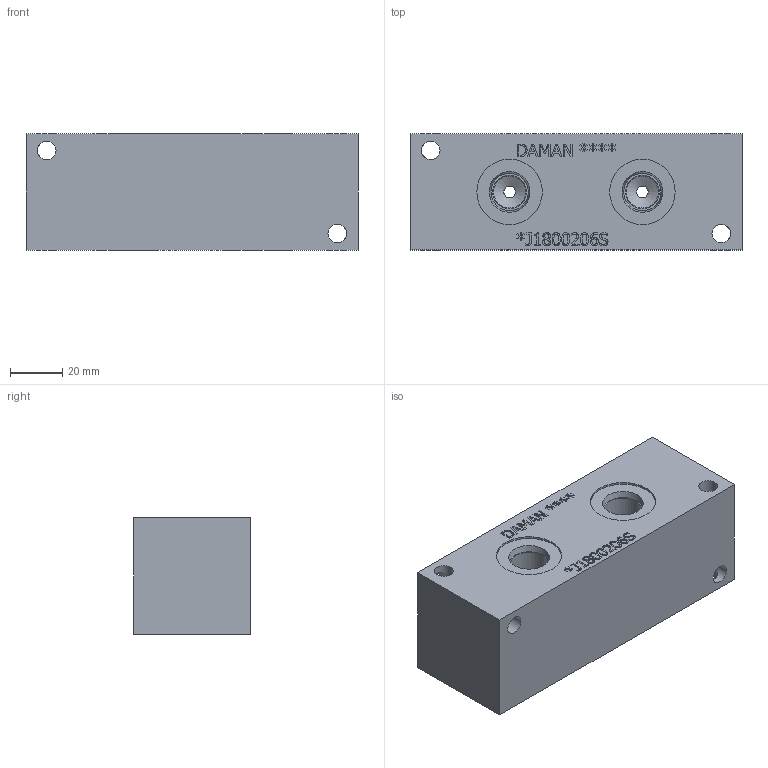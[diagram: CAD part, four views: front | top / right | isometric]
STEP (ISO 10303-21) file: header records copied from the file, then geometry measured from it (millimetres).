
FILE_DESCRIPTION(/* description */ (''),/* implementation_level */ '2;1');
FILE_NAME(/* name */ '_J1800206S.stp',/* time_stamp */ '2022-08-05T13:37:13-04:00',/* author */ ('bobbyh'),/* organization */ (''),/* preprocessor_version */ 'ST-DEVELOPER v18',/* originating_system */ 'Autodesk Inventor 2020',/* authorisation */ '');
FILE_SCHEMA (('AUTOMOTIVE_DESIGN { 1 0 10303 214 3 1 1 }'));
Length unit declared in the file: millimetre
Products named in the file (1): Part_+J1800206S_3D
Bounding box: 127 x 44.45 x 44.45 mm (x, y, z)
Volume: 230683.4 mm3; surface area: 33262.1 mm2
Topology: 1 solids, 1 shells, 373 faces, 1015 edges, 676 vertices
Faces by surface type: plane 214, bspline 115, cylinder 28, cone 16
Full cylindrical faces by diameter (mm): 7.137 x8, 12.294 x4, 12.9 x1, 12.903 x3, 14.275 x4, 14.529 x4, 25.019 x4
Entity records: 12683 total; most frequent: CARTESIAN_POINT 3560, ORIENTED_EDGE 2030, DIRECTION 1401, EDGE_CURVE 1015, LINE 687, VECTOR 687, VERTEX_POINT 676, EDGE_LOOP 421
